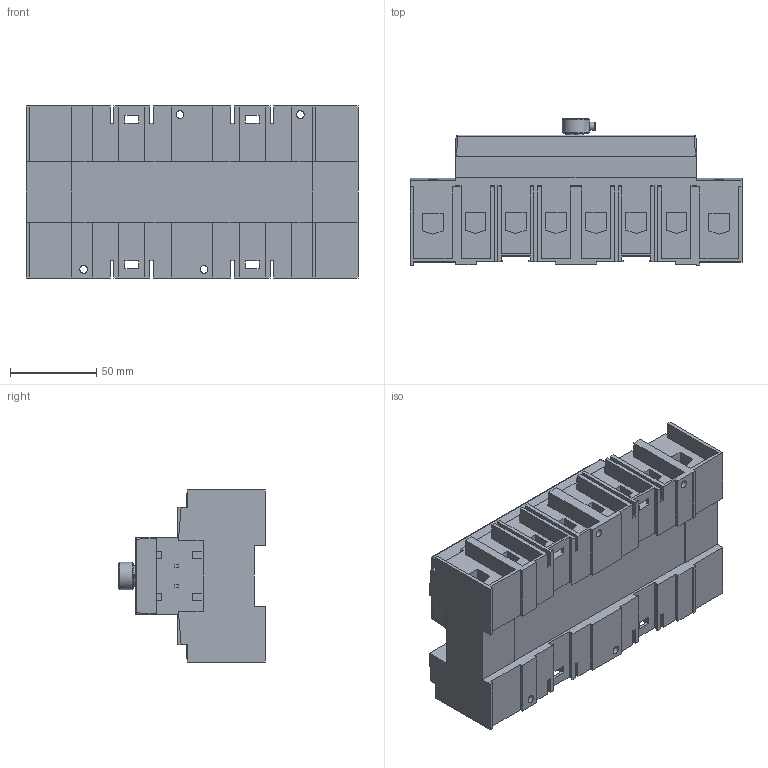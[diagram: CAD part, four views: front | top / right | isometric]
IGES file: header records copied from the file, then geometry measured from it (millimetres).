
Global section: file name: OT100-125F8-IGS.igs; preprocessor: I-DEAS 3D IGES Translator 11; date: 20090417.143200; units: millimetre
Bounding box: 193 x 85.2 x 100 mm (x, y, z)
Volume: 4270.3 mm3; surface area: 148168.5 mm2
Topology: 13 solids, 13 shells, 1065 faces, 5929 edges, 5891 vertices
Faces by surface type: bspline 1065
